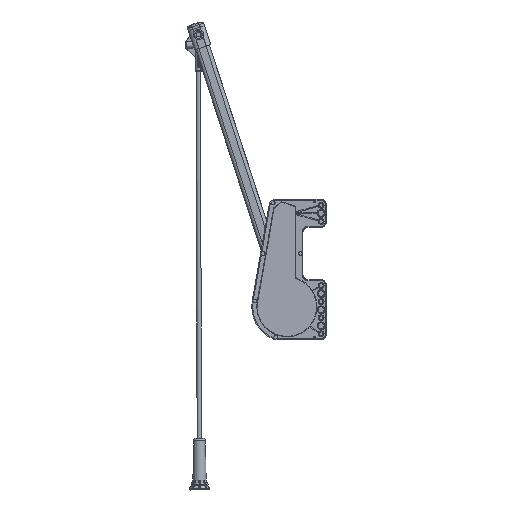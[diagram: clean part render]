
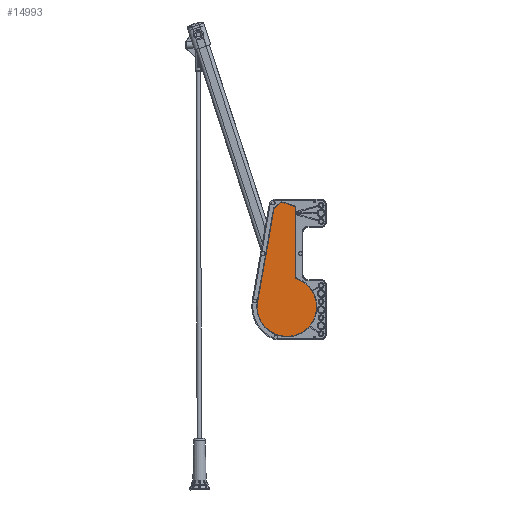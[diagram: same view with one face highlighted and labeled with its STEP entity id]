
A CAD part, front view. The second image highlights one B-rep face of the part: STEP entity #14993.
In plain terms, the highlighted face is planar.
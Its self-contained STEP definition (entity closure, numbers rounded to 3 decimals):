
#761=PLANE('',#16264);
#1243=LINE('',#27380,#2055);
#1244=LINE('',#27382,#2056);
#1245=LINE('',#27384,#2057);
#1246=LINE('',#27386,#2058);
#2055=VECTOR('',#18406,1000.);
#2056=VECTOR('',#18407,1000.);
#2057=VECTOR('',#18408,1000.);
#2058=VECTOR('',#18409,1000.);
#3852=ORIENTED_EDGE('',*,*,#8091,.F.);
#3853=ORIENTED_EDGE('',*,*,#8092,.T.);
#3854=ORIENTED_EDGE('',*,*,#8093,.T.);
#3855=ORIENTED_EDGE('',*,*,#8094,.T.);
#3856=ORIENTED_EDGE('',*,*,#8095,.T.);
#3857=ORIENTED_EDGE('',*,*,#8096,.T.);
#8091=EDGE_CURVE('',#10246,#10247,#11615,.F.);
#8092=EDGE_CURVE('',#10246,#10248,#1243,.F.);
#8093=EDGE_CURVE('',#10248,#10249,#1244,.F.);
#8094=EDGE_CURVE('',#10249,#10250,#1245,.F.);
#8095=EDGE_CURVE('',#10250,#10251,#1246,.F.);
#8096=EDGE_CURVE('',#10251,#10247,#11616,.F.);
#10246=VERTEX_POINT('',#27378);
#10247=VERTEX_POINT('',#27379);
#10248=VERTEX_POINT('',#27381);
#10249=VERTEX_POINT('',#27383);
#10250=VERTEX_POINT('',#27385);
#10251=VERTEX_POINT('',#27387);
#11615=CIRCLE('',#16265,2.);
#11616=CIRCLE('',#16266,59.);
#12516=EDGE_LOOP('',(#3852,#3853,#3854,#3855,#3856,#3857));
#13771=FACE_BOUND('',#12516,.T.);
#14993=ADVANCED_FACE('',(#13771),#761,.F.);
#16264=AXIS2_PLACEMENT_3D('',#27376,#18402,#18403);
#16265=AXIS2_PLACEMENT_3D('',#27377,#18404,#18405);
#16266=AXIS2_PLACEMENT_3D('',#27388,#18410,#18411);
#18402=DIRECTION('',(0.,0.,1.));
#18403=DIRECTION('',(1.,0.,0.));
#18404=DIRECTION('',(0.,0.,1.));
#18405=DIRECTION('',(1.,0.,0.));
#18406=DIRECTION('',(0.,1.,0.));
#18407=DIRECTION('',(0.945,0.326,0.));
#18408=DIRECTION('',(0.799,-0.601,0.));
#18409=DIRECTION('',(0.174,-0.985,0.));
#18410=DIRECTION('',(0.,0.,1.));
#18411=DIRECTION('',(1.,0.,0.));
#27376=CARTESIAN_POINT('',(-4.,74.,-575.));
#27377=CARTESIAN_POINT('',(15.,16.034,-575.));
#27378=CARTESIAN_POINT('',(13.,16.034,-575.));
#27379=CARTESIAN_POINT('',(14.377,17.935,-575.));
#27380=CARTESIAN_POINT('',(13.,-125.567,-575.));
#27381=CARTESIAN_POINT('',(13.,-124.854,-575.));
#27382=CARTESIAN_POINT('',(-14.616,-134.367,-575.));
#27383=CARTESIAN_POINT('',(-14.114,-134.194,-575.));
#27384=CARTESIAN_POINT('',(-29.515,-122.613,-575.));
#27385=CARTESIAN_POINT('',(-29.2,-122.85,-575.));
#27386=CARTESIAN_POINT('',(-62.104,63.755,-575.));
#27387=CARTESIAN_POINT('',(-62.104,63.755,-575.));
#27388=CARTESIAN_POINT('',(-4.,74.,-575.));
